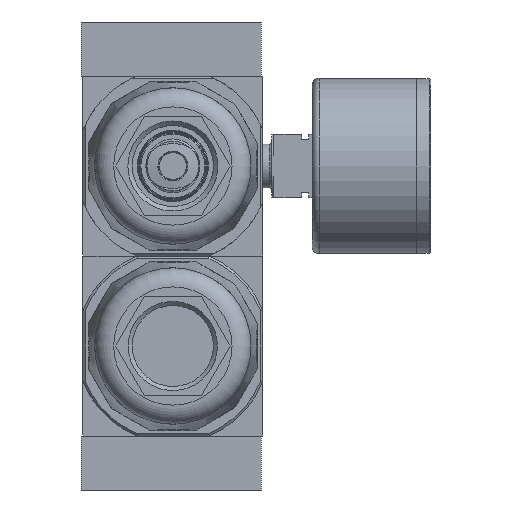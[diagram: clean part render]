
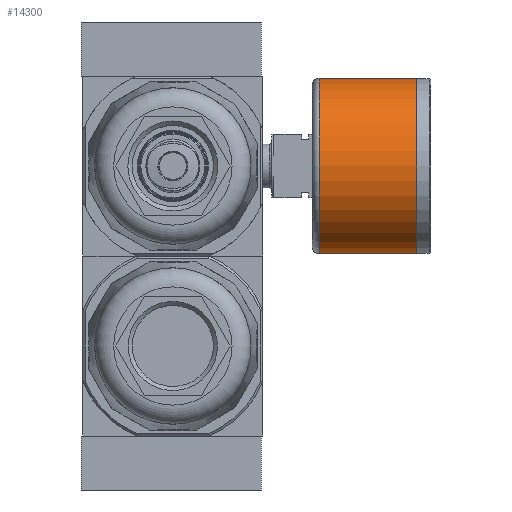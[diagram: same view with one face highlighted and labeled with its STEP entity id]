
A CAD part, front view. The second image highlights one B-rep face of the part: STEP entity #14300.
In plain terms, the highlighted cylindrical face has radius 19.5 mm (diameter 39 mm), a full revolution.
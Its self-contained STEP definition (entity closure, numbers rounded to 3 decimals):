
#685=CYLINDRICAL_SURFACE('',#20218,19.5);
#1284=CIRCLE('',#20217,19.5);
#1285=CIRCLE('',#20219,19.5);
#3709=ORIENTED_EDGE('',*,*,#6846,.F.);
#3710=ORIENTED_EDGE('',*,*,#6847,.T.);
#6846=EDGE_CURVE('',#8615,#8615,#1284,.T.);
#6847=EDGE_CURVE('',#8616,#8616,#1285,.T.);
#8615=VERTEX_POINT('',#27989);
#8616=VERTEX_POINT('',#27992);
#11744=EDGE_LOOP('',(#3709));
#11745=EDGE_LOOP('',(#3710));
#12869=FACE_BOUND('',#11744,.T.);
#12870=FACE_BOUND('',#11745,.T.);
#14300=ADVANCED_FACE('',(#12869,#12870),#685,.T.);
#20217=AXIS2_PLACEMENT_3D('',#27988,#23203,#23204);
#20218=AXIS2_PLACEMENT_3D('',#27990,#23205,#23206);
#20219=AXIS2_PLACEMENT_3D('',#27991,#23207,#23208);
#23203=DIRECTION('',(1.,0.,0.));
#23204=DIRECTION('',(0.,0.,-1.));
#23205=DIRECTION('',(1.,0.,0.));
#23206=DIRECTION('',(0.,0.,-1.));
#23207=DIRECTION('',(1.,0.,0.));
#23208=DIRECTION('',(0.,0.,-1.));
#27988=CARTESIAN_POINT('',(-3.2,0.,0.));
#27989=CARTESIAN_POINT('',(-3.2,0.,-19.5));
#27990=CARTESIAN_POINT('',(0.,0.,0.));
#27991=CARTESIAN_POINT('',(-24.85,0.,0.));
#27992=CARTESIAN_POINT('',(-24.85,0.,-19.5));
